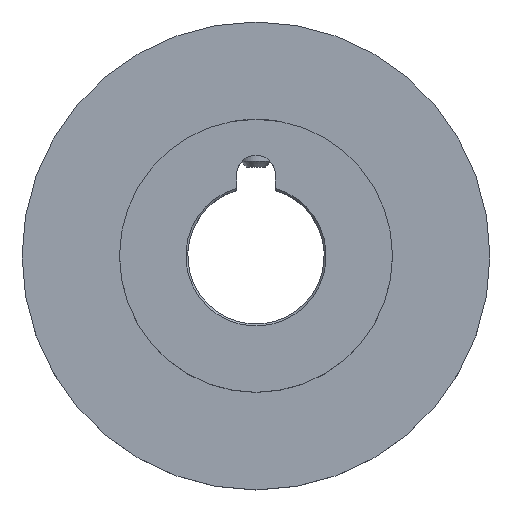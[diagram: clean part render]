
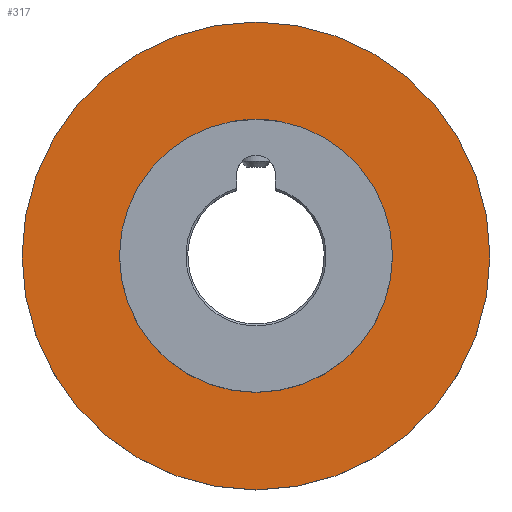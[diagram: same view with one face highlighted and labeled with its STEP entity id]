
A CAD part, top view. The second image highlights one B-rep face of the part: STEP entity #317.
In plain terms, the highlighted planar face has unit normal (0, 0, 1).
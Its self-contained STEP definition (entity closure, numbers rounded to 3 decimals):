
#317 = ADVANCED_FACE( '', ( #485, #486 ), #487, .T. );
#485 = FACE_OUTER_BOUND( '', #737, .T. );
#486 = FACE_BOUND( '', #738, .T. );
#487 = PLANE( '', #739 );
#737 = EDGE_LOOP( '', ( #1023 ) );
#738 = EDGE_LOOP( '', ( #1024 ) );
#739 = AXIS2_PLACEMENT_3D( '', #1025, #1026, #1027 );
#1023 = ORIENTED_EDGE( '', *, *, #1795, .T. );
#1024 = ORIENTED_EDGE( '', *, *, #1794, .F. );
#1025 = CARTESIAN_POINT( '', ( 0., 0., 18. ) );
#1026 = DIRECTION( '', ( 0., 0., 1. ) );
#1027 = DIRECTION( '', ( 1., 0., 0. ) );
#1794 = EDGE_CURVE( '', #2066, #2066, #2067, .T. );
#1795 = EDGE_CURVE( '', #2068, #2068, #2069, .T. );
#2066 = VERTEX_POINT( '', #2638 );
#2067 = CIRCLE( '', #2639, 35. );
#2068 = VERTEX_POINT( '', #2640 );
#2069 = CIRCLE( '', #2641, 60. );
#2638 = CARTESIAN_POINT( '', ( 35., 0., 18. ) );
#2639 = AXIS2_PLACEMENT_3D( '', #3257, #3258, #3259 );
#2640 = CARTESIAN_POINT( '', ( 60., 0., 18. ) );
#2641 = AXIS2_PLACEMENT_3D( '', #3260, #3261, #3262 );
#3257 = CARTESIAN_POINT( '', ( 0., 0., 18. ) );
#3258 = DIRECTION( '', ( 0., 0., 1. ) );
#3259 = DIRECTION( '', ( 1., 0., 0. ) );
#3260 = CARTESIAN_POINT( '', ( 0., 0., 18. ) );
#3261 = DIRECTION( '', ( 0., 0., 1. ) );
#3262 = DIRECTION( '', ( 1., 0., 0. ) );
